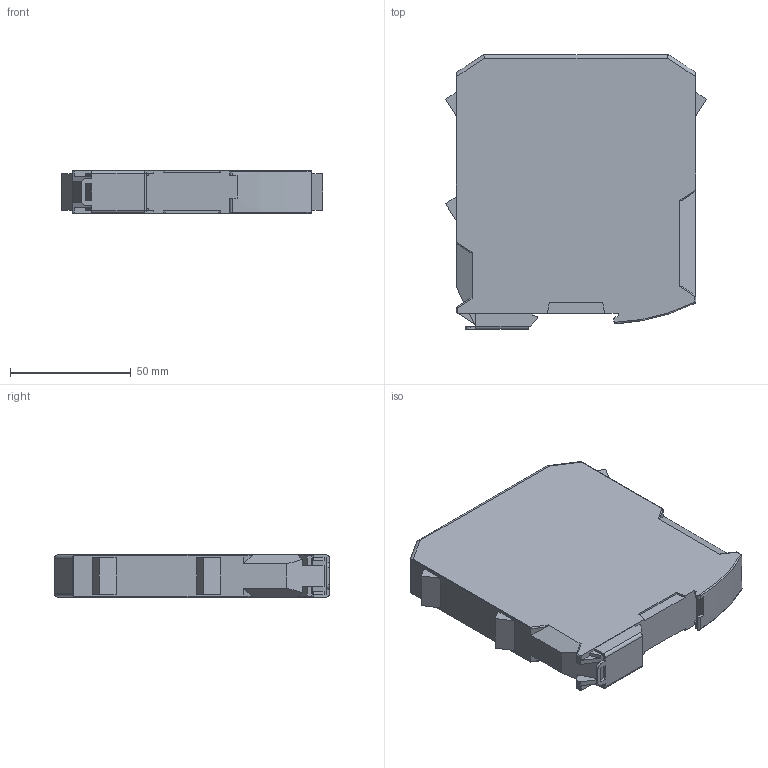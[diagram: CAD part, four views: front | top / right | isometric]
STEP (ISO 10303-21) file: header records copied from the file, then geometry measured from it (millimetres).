
FILE_DESCRIPTION (( 'STEP AP214' ), '1' );
FILE_NAME ('9165-16-11-11S.STEP', '2021-04-20T13:15:01', ( '' ), ( '' ), 'SwSTEP 2.0', 'SolidWorks 2021', '' );
FILE_SCHEMA (( 'AUTOMOTIVE_DESIGN' ));
Length unit declared in the file: inch
Products named in the file (1): 9165-16-11-11S
Bounding box: 107.98 x 113.6 x 17.6 mm (x, y, z)
Volume: 186745.9 mm3; surface area: 29393.2 mm2
Topology: 1 solids, 5 shells, 171 faces, 461 edges, 303 vertices
Faces by surface type: plane 117, cylinder 52, torus 2
Entity records: 5926 total; most frequent: CARTESIAN_POINT 1769, ORIENTED_EDGE 922, DIRECTION 735, EDGE_CURVE 461, VECTOR 353, LINE 353, VERTEX_POINT 303, AXIS2_PLACEMENT_3D 191
